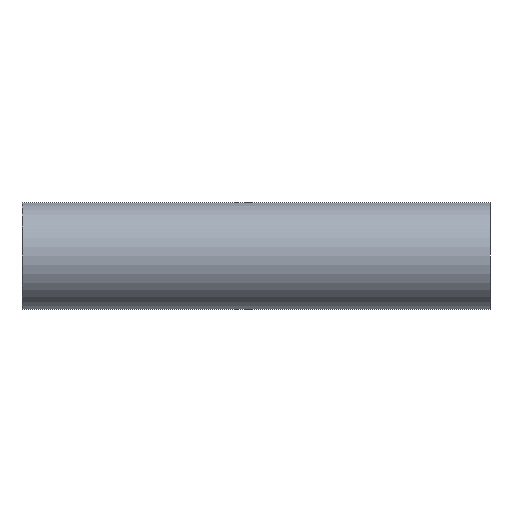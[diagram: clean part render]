
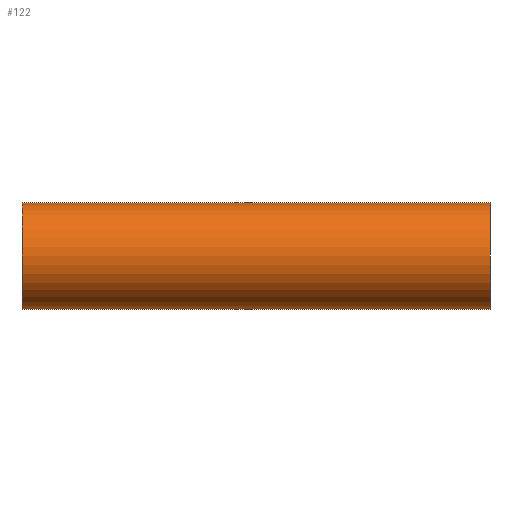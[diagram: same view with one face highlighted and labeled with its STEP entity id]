
A CAD part, left-side view. The second image highlights one B-rep face of the part: STEP entity #122.
In plain terms, the highlighted cylindrical face has radius 171.45 mm (diameter 342.9 mm), a partial arc.
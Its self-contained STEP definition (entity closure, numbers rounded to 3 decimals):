
#1 = VERTEX_POINT ( 'NONE', #201 ) ;
#3 = CARTESIAN_POINT ( 'NONE',  ( 0., 1000., -171.45 ) ) ;
#5 = ORIENTED_EDGE ( 'NONE', *, *, #89, .F. ) ;
#11 = EDGE_CURVE ( 'NONE', #81, #61, #58, .T. ) ;
#20 = CARTESIAN_POINT ( 'NONE',  ( 0., 1000., 171.45 ) ) ;
#21 = CARTESIAN_POINT ( 'NONE',  ( 0., 1000., -171.45 ) ) ;
#23 = DIRECTION ( 'NONE',  ( 0., 1., 0. ) ) ;
#24 = EDGE_LOOP ( 'NONE', ( #5, #218, #181, #222 ) ) ;
#50 = VECTOR ( 'NONE', #237, 1000. ) ;
#58 = CIRCLE ( 'NONE', #72, 171.45 ) ;
#59 = CARTESIAN_POINT ( 'NONE',  ( 0., 1000., 171.45 ) ) ;
#61 = VERTEX_POINT ( 'NONE', #20 ) ;
#66 = DIRECTION ( 'NONE',  ( 0., 0., -1. ) ) ;
#72 = AXIS2_PLACEMENT_3D ( 'NONE', #76, #23, #207 ) ;
#76 = CARTESIAN_POINT ( 'NONE',  ( 0., 1000., 0. ) ) ;
#81 = VERTEX_POINT ( 'NONE', #21 ) ;
#89 = EDGE_CURVE ( 'NONE', #61, #1, #235, .T. ) ;
#92 = CIRCLE ( 'NONE', #200, 171.45 ) ;
#96 = VERTEX_POINT ( 'NONE', #221 ) ;
#97 = LINE ( 'NONE', #3, #50 ) ;
#102 = EDGE_CURVE ( 'NONE', #81, #96, #97, .T. ) ;
#105 = CARTESIAN_POINT ( 'NONE',  ( 0., -500., 0. ) ) ;
#122 = ADVANCED_FACE ( 'NONE', ( #139 ), #126, .T. ) ;
#126 = CYLINDRICAL_SURFACE ( 'NONE', #196, 171.45 ) ;
#139 = FACE_OUTER_BOUND ( 'NONE', #24, .T. ) ;
#146 = DIRECTION ( 'NONE',  ( 0., 0., 1. ) ) ;
#160 = DIRECTION ( 'NONE',  ( 0., -1., 0. ) ) ;
#166 = DIRECTION ( 'NONE',  ( 0., 1., 0. ) ) ;
#181 = ORIENTED_EDGE ( 'NONE', *, *, #102, .T. ) ;
#184 = CARTESIAN_POINT ( 'NONE',  ( 0., 1000., 0. ) ) ;
#196 = AXIS2_PLACEMENT_3D ( 'NONE', #184, #243, #66 ) ;
#200 = AXIS2_PLACEMENT_3D ( 'NONE', #105, #166, #146 ) ;
#201 = CARTESIAN_POINT ( 'NONE',  ( 0., -500., 171.45 ) ) ;
#207 = DIRECTION ( 'NONE',  ( 0., 0., 1. ) ) ;
#218 = ORIENTED_EDGE ( 'NONE', *, *, #11, .F. ) ;
#219 = VECTOR ( 'NONE', #160, 1000. ) ;
#221 = CARTESIAN_POINT ( 'NONE',  ( 0., -500., -171.45 ) ) ;
#222 = ORIENTED_EDGE ( 'NONE', *, *, #240, .T. ) ;
#235 = LINE ( 'NONE', #59, #219 ) ;
#237 = DIRECTION ( 'NONE',  ( 0., -1., 0. ) ) ;
#240 = EDGE_CURVE ( 'NONE', #96, #1, #92, .T. ) ;
#243 = DIRECTION ( 'NONE',  ( 0., -1., 0. ) ) ;
